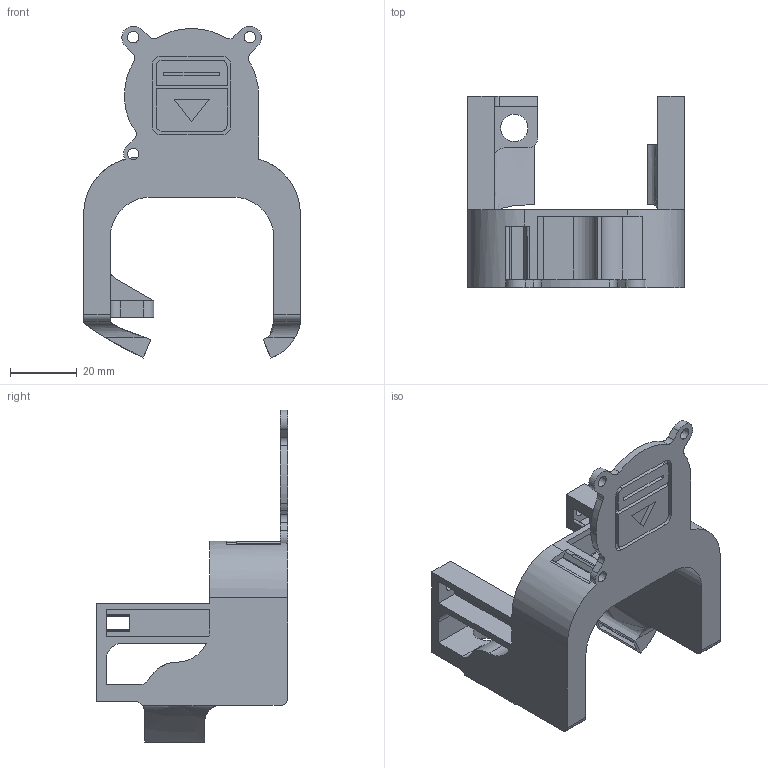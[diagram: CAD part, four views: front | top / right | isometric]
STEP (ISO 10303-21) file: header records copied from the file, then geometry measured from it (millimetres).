
FILE_DESCRIPTION(/* description */ (''),/* implementation_level */ '2;1');
FILE_NAME(/* name */ 'SK-Go fan duct v2 - E3D V6 hotend - inductive ABL sensor.step',/* time_stamp */ '2021-05-22T00:06:11+08:00',/* author */ (''),/* organization */ (''),/* preprocessor_version */ 'ST-DEVELOPER v18.1',/* originating_system */ 'Autodesk Translation Framework v10.6.0.1341',/* authorisation */ '');
FILE_SCHEMA (('AUTOMOTIVE_DESIGN { 1 0 10303 214 3 1 1 }'));
Length unit declared in the file: millimetre
Products named in the file (1): fan duct
Bounding box: 65 x 57.45 x 99.58 mm (x, y, z)
Volume: 22841.5 mm3; surface area: 28602.8 mm2
Topology: 1 solids, 1 shells, 185 faces, 547 edges, 364 vertices
Faces by surface type: plane 103, cylinder 74, bspline 8
Full cylindrical faces by diameter (mm): 3.2 x2, 3.4 x3, 8.2 x1
Entity records: 6624 total; most frequent: CARTESIAN_POINT 1545, ORIENTED_EDGE 1094, DIRECTION 1015, EDGE_CURVE 547, VERTEX_POINT 364, LINE 359, VECTOR 359, AXIS2_PLACEMENT_3D 328
